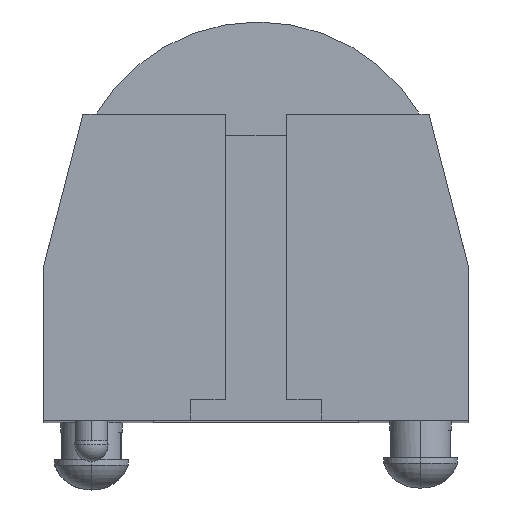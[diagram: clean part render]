
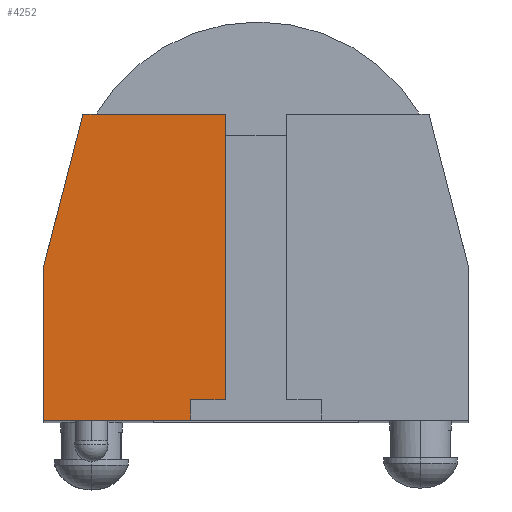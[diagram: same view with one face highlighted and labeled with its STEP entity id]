
A CAD part, top view. The second image highlights one B-rep face of the part: STEP entity #4252.
In plain terms, the highlighted planar face has unit normal (0, 0, 1).
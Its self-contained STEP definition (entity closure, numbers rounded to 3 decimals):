
#21 = ORIENTED_EDGE ( 'NONE', *, *, #3097, .T. ) ;
#80 = VECTOR ( 'NONE', #2433, 1000. ) ;
#131 = DIRECTION ( 'NONE',  ( -1., 0., 0. ) ) ;
#225 = VECTOR ( 'NONE', #1976, 1000. ) ;
#241 = CARTESIAN_POINT ( 'NONE',  ( -10.325, 7.457, 38.525 ) ) ;
#305 = CARTESIAN_POINT ( 'NONE',  ( -10.325, 0., 38.525 ) ) ;
#381 = VECTOR ( 'NONE', #496, 1000. ) ;
#466 = ORIENTED_EDGE ( 'NONE', *, *, #4460, .F. ) ;
#496 = DIRECTION ( 'NONE',  ( -0.251, -0.968, 0. ) ) ;
#721 = DIRECTION ( 'NONE',  ( -1., 0., 0. ) ) ;
#736 = CARTESIAN_POINT ( 'NONE',  ( -10.325, 7.457, 38.525 ) ) ;
#836 = EDGE_CURVE ( 'NONE', #1072, #1722, #2653, .T. ) ;
#944 = LINE ( 'NONE', #241, #225 ) ;
#1072 = VERTEX_POINT ( 'NONE', #3777 ) ;
#1462 = CARTESIAN_POINT ( 'NONE',  ( -3.175, 0., 38.525 ) ) ;
#1541 = ORIENTED_EDGE ( 'NONE', *, *, #4347, .T. ) ;
#1654 = CARTESIAN_POINT ( 'NONE',  ( -3.175, 1., 38.525 ) ) ;
#1677 = DIRECTION ( 'NONE',  ( 1., 0., 0. ) ) ;
#1711 = EDGE_CURVE ( 'NONE', #3307, #4354, #3908, .T. ) ;
#1722 = VERTEX_POINT ( 'NONE', #1462 ) ;
#1802 = AXIS2_PLACEMENT_3D ( 'NONE', #2850, #2185, #3924 ) ;
#1904 = EDGE_CURVE ( 'NONE', #4194, #2741, #944, .T. ) ;
#1976 = DIRECTION ( 'NONE',  ( 0., -1., 0. ) ) ;
#2185 = DIRECTION ( 'NONE',  ( 0., 0., 1. ) ) ;
#2232 = VECTOR ( 'NONE', #4466, 1000. ) ;
#2274 = LINE ( 'NONE', #3709, #381 ) ;
#2298 = CARTESIAN_POINT ( 'NONE',  ( -3.175, 1., 38.525 ) ) ;
#2433 = DIRECTION ( 'NONE',  ( 0., -1., 0. ) ) ;
#2461 = VECTOR ( 'NONE', #721, 1000. ) ;
#2499 = CARTESIAN_POINT ( 'NONE',  ( 8.409, 14.86, 38.525 ) ) ;
#2635 = ORIENTED_EDGE ( 'NONE', *, *, #3670, .F. ) ;
#2653 = LINE ( 'NONE', #2298, #2232 ) ;
#2716 = LINE ( 'NONE', #1654, #3072 ) ;
#2741 = VERTEX_POINT ( 'NONE', #305 ) ;
#2820 = ORIENTED_EDGE ( 'NONE', *, *, #1711, .T. ) ;
#2850 = CARTESIAN_POINT ( 'NONE',  ( 0., 0., 38.525 ) ) ;
#2919 = FACE_OUTER_BOUND ( 'NONE', #3242, .T. ) ;
#3072 = VECTOR ( 'NONE', #131, 1000. ) ;
#3097 = EDGE_CURVE ( 'NONE', #2741, #1722, #4121, .T. ) ;
#3118 = ORIENTED_EDGE ( 'NONE', *, *, #836, .F. ) ;
#3166 = CARTESIAN_POINT ( 'NONE',  ( -1.5, 0., 38.525 ) ) ;
#3224 = CARTESIAN_POINT ( 'NONE',  ( -1.5, 1., 38.525 ) ) ;
#3242 = EDGE_LOOP ( 'NONE', ( #3118, #2635, #466, #2820, #1541, #3941, #21 ) ) ;
#3307 = VERTEX_POINT ( 'NONE', #3463 ) ;
#3355 = CARTESIAN_POINT ( 'NONE',  ( -8.409, 14.86, 38.525 ) ) ;
#3463 = CARTESIAN_POINT ( 'NONE',  ( -1.5, 14.86, 38.525 ) ) ;
#3661 = PLANE ( 'NONE',  #1802 ) ;
#3670 = EDGE_CURVE ( 'NONE', #4205, #1072, #2716, .T. ) ;
#3709 = CARTESIAN_POINT ( 'NONE',  ( -8.409, 14.86, 38.525 ) ) ;
#3777 = CARTESIAN_POINT ( 'NONE',  ( -3.175, 1., 38.525 ) ) ;
#3880 = VECTOR ( 'NONE', #1677, 1000. ) ;
#3908 = LINE ( 'NONE', #2499, #2461 ) ;
#3924 = DIRECTION ( 'NONE',  ( 1., 0., 0. ) ) ;
#3941 = ORIENTED_EDGE ( 'NONE', *, *, #1904, .T. ) ;
#4121 = LINE ( 'NONE', #4161, #3880 ) ;
#4151 = LINE ( 'NONE', #3166, #80 ) ;
#4161 = CARTESIAN_POINT ( 'NONE',  ( -10.325, 0., 38.525 ) ) ;
#4194 = VERTEX_POINT ( 'NONE', #736 ) ;
#4205 = VERTEX_POINT ( 'NONE', #3224 ) ;
#4252 = ADVANCED_FACE ( 'NONE', ( #2919 ), #3661, .T. ) ;
#4347 = EDGE_CURVE ( 'NONE', #4354, #4194, #2274, .T. ) ;
#4354 = VERTEX_POINT ( 'NONE', #3355 ) ;
#4460 = EDGE_CURVE ( 'NONE', #3307, #4205, #4151, .T. ) ;
#4466 = DIRECTION ( 'NONE',  ( 0., -1., 0. ) ) ;
